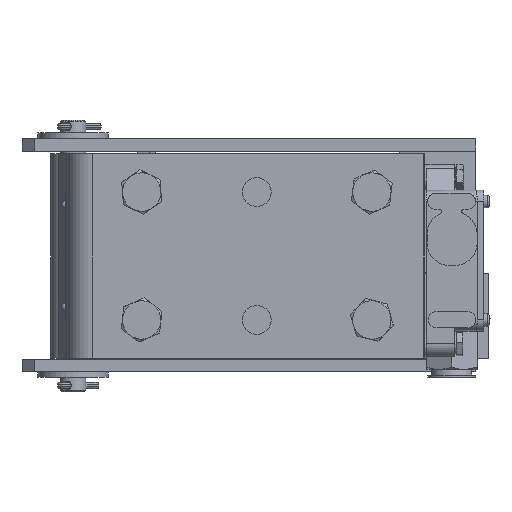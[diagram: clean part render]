
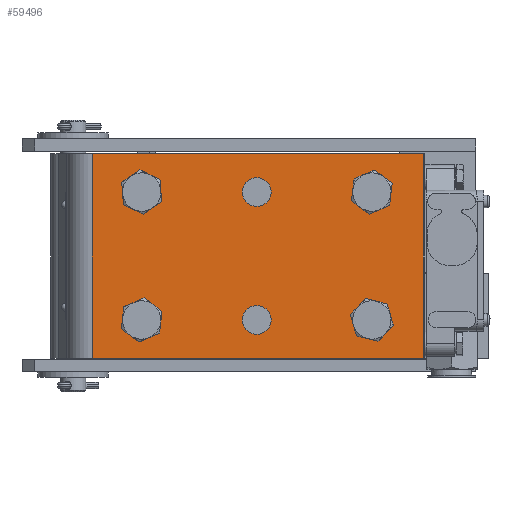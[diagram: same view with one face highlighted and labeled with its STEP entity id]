
A CAD part, front view. The second image highlights one B-rep face of the part: STEP entity #59496.
In plain terms, the highlighted face is planar.
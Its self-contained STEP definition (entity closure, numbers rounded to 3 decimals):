
#3469=FACE_BOUND('',#11287,.T.);
#3470=FACE_BOUND('',#11288,.T.);
#3471=FACE_BOUND('',#11289,.T.);
#3472=FACE_BOUND('',#11290,.T.);
#3473=FACE_BOUND('',#11291,.T.);
#3474=FACE_BOUND('',#11292,.T.);
#5757=CIRCLE('',#63180,0.281);
#5758=CIRCLE('',#63181,0.281);
#5759=CIRCLE('',#63182,0.281);
#5760=CIRCLE('',#63183,0.281);
#5761=CIRCLE('',#63184,0.281);
#5762=CIRCLE('',#63185,0.281);
#7686=FACE_OUTER_BOUND('',#11286,.T.);
#11286=EDGE_LOOP('',(#40243,#40244,#40245,#40246));
#11287=EDGE_LOOP('',(#40247));
#11288=EDGE_LOOP('',(#40248));
#11289=EDGE_LOOP('',(#40249));
#11290=EDGE_LOOP('',(#40250));
#11291=EDGE_LOOP('',(#40251));
#11292=EDGE_LOOP('',(#40252));
#15419=LINE('',#83229,#20496);
#15422=LINE('',#83235,#20499);
#15427=LINE('',#83257,#20504);
#15428=LINE('',#83258,#20505);
#20496=VECTOR('',#68292,4.);
#20499=VECTOR('',#68299,6.465);
#20504=VECTOR('',#68320,6.465);
#20505=VECTOR('',#68321,4.);
#25534=VERTEX_POINT('',#83211);
#25537=VERTEX_POINT('',#83219);
#25541=VERTEX_POINT('',#83234);
#25550=VERTEX_POINT('',#83256);
#25551=VERTEX_POINT('',#83259);
#25552=VERTEX_POINT('',#83261);
#25553=VERTEX_POINT('',#83263);
#25554=VERTEX_POINT('',#83265);
#25555=VERTEX_POINT('',#83267);
#25556=VERTEX_POINT('',#83269);
#31298=EDGE_CURVE('',#25537,#25534,#15419,.T.);
#31301=EDGE_CURVE('',#25537,#25541,#15422,.T.);
#31312=EDGE_CURVE('',#25550,#25534,#15427,.T.);
#31313=EDGE_CURVE('',#25541,#25550,#15428,.T.);
#31314=EDGE_CURVE('',#25551,#25551,#5757,.T.);
#31315=EDGE_CURVE('',#25552,#25552,#5758,.T.);
#31316=EDGE_CURVE('',#25553,#25553,#5759,.T.);
#31317=EDGE_CURVE('',#25554,#25554,#5760,.T.);
#31318=EDGE_CURVE('',#25555,#25555,#5761,.T.);
#31319=EDGE_CURVE('',#25556,#25556,#5762,.T.);
#40243=ORIENTED_EDGE('',*,*,#31298,.T.);
#40244=ORIENTED_EDGE('',*,*,#31312,.F.);
#40245=ORIENTED_EDGE('',*,*,#31313,.F.);
#40246=ORIENTED_EDGE('',*,*,#31301,.F.);
#40247=ORIENTED_EDGE('',*,*,#31314,.T.);
#40248=ORIENTED_EDGE('',*,*,#31315,.T.);
#40249=ORIENTED_EDGE('',*,*,#31316,.T.);
#40250=ORIENTED_EDGE('',*,*,#31317,.T.);
#40251=ORIENTED_EDGE('',*,*,#31318,.T.);
#40252=ORIENTED_EDGE('',*,*,#31319,.T.);
#57660=PLANE('',#63179);
#59496=ADVANCED_FACE('',(#7686,#3469,#3470,#3471,#3472,#3473,#3474),#57660,
 .F.);
#63179=AXIS2_PLACEMENT_3D('',#83255,#68318,#68319);
#63180=AXIS2_PLACEMENT_3D('',#83260,#68322,#68323);
#63181=AXIS2_PLACEMENT_3D('',#83262,#68324,#68325);
#63182=AXIS2_PLACEMENT_3D('',#83264,#68326,#68327);
#63183=AXIS2_PLACEMENT_3D('',#83266,#68328,#68329);
#63184=AXIS2_PLACEMENT_3D('',#83268,#68330,#68331);
#63185=AXIS2_PLACEMENT_3D('',#83270,#68332,#68333);
#68292=DIRECTION('',(0.,1.,0.));
#68299=DIRECTION('',(1.,0.,0.));
#68318=DIRECTION('center_axis',(0.,0.,1.));
#68319=DIRECTION('ref_axis',(1.,0.,0.));
#68320=DIRECTION('',(-1.,0.,0.));
#68321=DIRECTION('',(0.,1.,0.));
#68322=DIRECTION('center_axis',(0.,0.,1.));
#68323=DIRECTION('ref_axis',(1.,0.,0.));
#68324=DIRECTION('center_axis',(0.,0.,1.));
#68325=DIRECTION('ref_axis',(1.,0.,0.));
#68326=DIRECTION('center_axis',(0.,0.,1.));
#68327=DIRECTION('ref_axis',(1.,0.,0.));
#68328=DIRECTION('center_axis',(0.,0.,1.));
#68329=DIRECTION('ref_axis',(1.,0.,0.));
#68330=DIRECTION('center_axis',(0.,0.,1.));
#68331=DIRECTION('ref_axis',(1.,0.,0.));
#68332=DIRECTION('center_axis',(0.,0.,1.));
#68333=DIRECTION('ref_axis',(1.,0.,0.));
#83211=CARTESIAN_POINT('',(-0.871,2.,-0.25));
#83219=CARTESIAN_POINT('',(-0.871,-2.,-0.25));
#83229=CARTESIAN_POINT('',(-0.871,-1.,-0.25));
#83234=CARTESIAN_POINT('',(5.594,-2.,-0.25));
#83235=CARTESIAN_POINT('',(5.594,-2.,-0.25));
#83255=CARTESIAN_POINT('Origin',(0.,0.,
-0.25));
#83256=CARTESIAN_POINT('',(5.594,2.,-0.25));
#83257=CARTESIAN_POINT('',(-5.594,2.,-0.25));
#83258=CARTESIAN_POINT('',(5.594,2.,-0.25));
#83259=CARTESIAN_POINT('',(4.313,-1.25,-0.25));
#83260=CARTESIAN_POINT('Origin',(4.594,-1.25,-0.25));
#83261=CARTESIAN_POINT('',(2.063,-1.25,-0.25));
#83262=CARTESIAN_POINT('Origin',(2.344,-1.25,-0.25));
#83263=CARTESIAN_POINT('',(-0.188,-1.25,-0.25));
#83264=CARTESIAN_POINT('Origin',(0.094,-1.25,-0.25));
#83265=CARTESIAN_POINT('',(-0.188,1.25,-0.25));
#83266=CARTESIAN_POINT('Origin',(0.094,1.25,-0.25));
#83267=CARTESIAN_POINT('',(2.063,1.25,-0.25));
#83268=CARTESIAN_POINT('Origin',(2.344,1.25,-0.25));
#83269=CARTESIAN_POINT('',(4.313,1.25,-0.25));
#83270=CARTESIAN_POINT('Origin',(4.594,1.25,-0.25));
